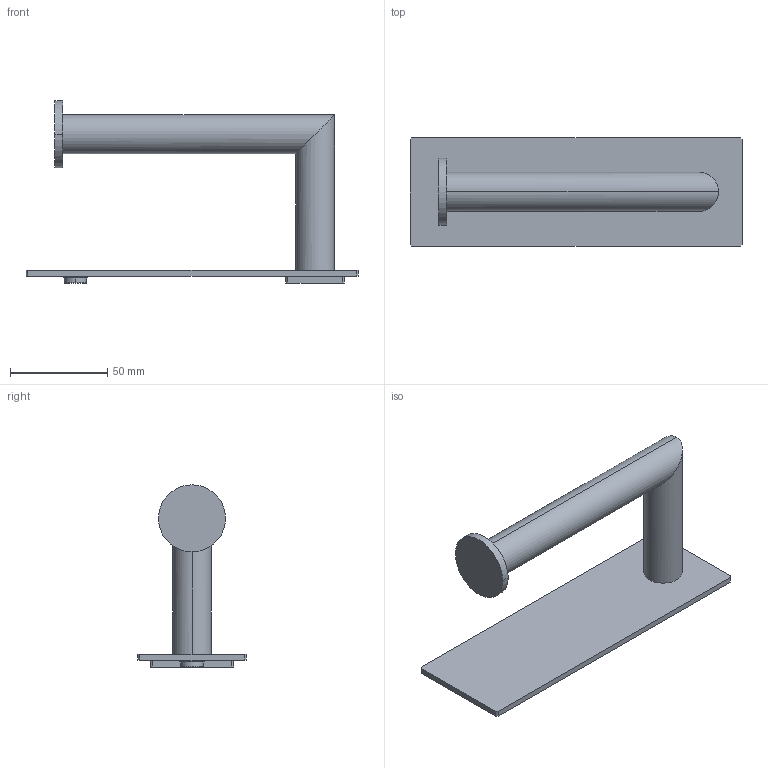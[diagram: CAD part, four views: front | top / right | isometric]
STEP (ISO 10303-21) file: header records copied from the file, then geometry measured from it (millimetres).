
FILE_DESCRIPTION((''),'2;1');
FILE_NAME('2806L','2022-02-14T12:48:39',('jinson.thomas'),(''),'CREO PARAMETRIC BY PTC INC, 2018400','CREO PARAMETRIC BY PTC INC, 2018400','');
FILE_SCHEMA(('CONFIG_CONTROL_DESIGN'));
Length unit declared in the file: inch
Products named in the file (1): 2806L
Bounding box: 170.94 x 55.88 x 93.87 mm (x, y, z)
Volume: 100538.4 mm3; surface area: 35414.2 mm2
Topology: 1 solids, 2 shells, 44 faces, 100 edges, 63 vertices
Faces by surface type: plane 20, cylinder 16, torus 6, cone 2
Entity records: 1356 total; most frequent: CARTESIAN_POINT 305, DIRECTION 222, ORIENTED_EDGE 196, EDGE_CURVE 98, AXIS2_PLACEMENT_3D 84, VERTEX_POINT 63, VECTOR 54, LINE 54
